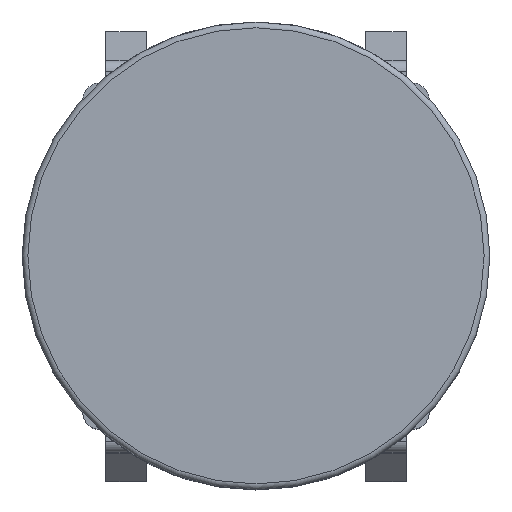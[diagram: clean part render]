
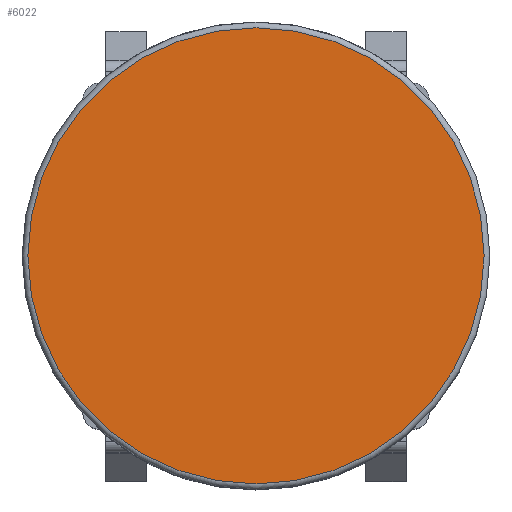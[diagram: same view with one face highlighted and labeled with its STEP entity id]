
A CAD part, top view. The second image highlights one B-rep face of the part: STEP entity #6022.
In plain terms, the highlighted planar face has unit normal (0, 0, 1).
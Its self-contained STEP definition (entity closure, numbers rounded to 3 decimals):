
#1104 = TOROIDAL_SURFACE('',#1105,3.95,0.1);
#1105 = AXIS2_PLACEMENT_3D('',#1106,#1107,#1108);
#1106 = CARTESIAN_POINT('',(0.,0.,
    7.8));
#1107 = DIRECTION('',(0.,0.,1.));
#1108 = DIRECTION('',(1.,0.,0.));
#2788 = EDGE_CURVE('',#2789,#2791,#2793,.T.);
#2789 = VERTEX_POINT('',#2790);
#2790 = CARTESIAN_POINT('',(3.95,0.,7.9));
#2791 = VERTEX_POINT('',#2792);
#2792 = CARTESIAN_POINT('',(-3.95,0.,
    7.9));
#2793 = SURFACE_CURVE('',#2794,(#2799,#2828),.PCURVE_S1.);
#2794 = CIRCLE('',#2795,3.95);
#2795 = AXIS2_PLACEMENT_3D('',#2796,#2797,#2798);
#2796 = CARTESIAN_POINT('',(0.,0.,
    7.9));
#2797 = DIRECTION('',(0.,0.,-1.));
#2798 = DIRECTION('',(-1.,0.,0.));
#2799 = PCURVE('',#1104,#2800);
#2800 = DEFINITIONAL_REPRESENTATION('',(#2801),#2827);
#2801 = B_SPLINE_CURVE_WITH_KNOTS('',3,(#2802,#2803,#2804,#2805,#2806,
    #2807,#2808,#2809,#2810,#2811,#2812,#2813,#2814,#2815,#2816,#2817,
    #2818,#2819,#2820,#2821,#2822,#2823,#2824,#2825,#2826),
  .UNSPECIFIED.,.F.,.F.,(4,1,1,1,1,1,1,1,1,1,1,1,1,1,1,1,1,1,1,1,1,1,4),
  (3.142,3.284,3.427,3.57,
    3.713,3.856,3.998,4.141,
    4.284,4.427,4.57,4.712,
    4.855,4.998,5.141,5.284,
    5.426,5.569,5.712,5.855,
    5.998,6.14,6.283),.QUASI_UNIFORM_KNOTS.);
#2802 = CARTESIAN_POINT('',(6.283,7.854));
#2803 = CARTESIAN_POINT('',(6.236,7.854));
#2804 = CARTESIAN_POINT('',(6.14,7.854));
#2805 = CARTESIAN_POINT('',(5.998,7.854));
#2806 = CARTESIAN_POINT('',(5.855,7.854));
#2807 = CARTESIAN_POINT('',(5.712,7.854));
#2808 = CARTESIAN_POINT('',(5.569,7.854));
#2809 = CARTESIAN_POINT('',(5.426,7.854));
#2810 = CARTESIAN_POINT('',(5.284,7.854));
#2811 = CARTESIAN_POINT('',(5.141,7.854));
#2812 = CARTESIAN_POINT('',(4.998,7.854));
#2813 = CARTESIAN_POINT('',(4.855,7.854));
#2814 = CARTESIAN_POINT('',(4.712,7.854));
#2815 = CARTESIAN_POINT('',(4.57,7.854));
#2816 = CARTESIAN_POINT('',(4.427,7.854));
#2817 = CARTESIAN_POINT('',(4.284,7.854));
#2818 = CARTESIAN_POINT('',(4.141,7.854));
#2819 = CARTESIAN_POINT('',(3.998,7.854));
#2820 = CARTESIAN_POINT('',(3.856,7.854));
#2821 = CARTESIAN_POINT('',(3.713,7.854));
#2822 = CARTESIAN_POINT('',(3.57,7.854));
#2823 = CARTESIAN_POINT('',(3.427,7.854));
#2824 = CARTESIAN_POINT('',(3.284,7.854));
#2825 = CARTESIAN_POINT('',(3.189,7.854));
#2826 = CARTESIAN_POINT('',(3.142,7.854));
#2827 = ( GEOMETRIC_REPRESENTATION_CONTEXT(2) 
PARAMETRIC_REPRESENTATION_CONTEXT() REPRESENTATION_CONTEXT('2D SPACE',''
  ) );
#2828 = PCURVE('',#2829,#2834);
#2829 = PLANE('',#2830);
#2830 = AXIS2_PLACEMENT_3D('',#2831,#2832,#2833);
#2831 = CARTESIAN_POINT('',(0.,-3.997,7.9));
#2832 = DIRECTION('',(0.,0.,1.));
#2833 = DIRECTION('',(1.,0.,0.));
#2834 = DEFINITIONAL_REPRESENTATION('',(#2835),#2843);
#2835 = ( BOUNDED_CURVE() B_SPLINE_CURVE(2,(#2836,#2837,#2838,#2839,
#2840,#2841,#2842),.UNSPECIFIED.,.F.,.F.) B_SPLINE_CURVE_WITH_KNOTS((1,2
    ,2,2,2,1),(-2.094,0.,2.094,4.189,
6.283,8.378),.UNSPECIFIED.) CURVE() 
GEOMETRIC_REPRESENTATION_ITEM() RATIONAL_B_SPLINE_CURVE((1.,0.5,1.,0.5,
1.,0.5,1.)) REPRESENTATION_ITEM('') );
#2836 = CARTESIAN_POINT('',(-3.95,3.997));
#2837 = CARTESIAN_POINT('',(-3.95,10.839));
#2838 = CARTESIAN_POINT('',(1.975,7.418));
#2839 = CARTESIAN_POINT('',(7.9,3.997));
#2840 = CARTESIAN_POINT('',(1.975,0.577));
#2841 = CARTESIAN_POINT('',(-3.95,-2.844));
#2842 = CARTESIAN_POINT('',(-3.95,3.997));
#2843 = ( GEOMETRIC_REPRESENTATION_CONTEXT(2) 
PARAMETRIC_REPRESENTATION_CONTEXT() REPRESENTATION_CONTEXT('2D SPACE',''
  ) );
#2845 = EDGE_CURVE('',#2791,#2789,#2846,.T.);
#2846 = SURFACE_CURVE('',#2847,(#2852,#2881),.PCURVE_S1.);
#2847 = CIRCLE('',#2848,3.95);
#2848 = AXIS2_PLACEMENT_3D('',#2849,#2850,#2851);
#2849 = CARTESIAN_POINT('',(0.,0.,
    7.9));
#2850 = DIRECTION('',(0.,0.,-1.));
#2851 = DIRECTION('',(1.,0.,0.));
#2852 = PCURVE('',#1104,#2853);
#2853 = DEFINITIONAL_REPRESENTATION('',(#2854),#2880);
#2854 = B_SPLINE_CURVE_WITH_KNOTS('',3,(#2855,#2856,#2857,#2858,#2859,
    #2860,#2861,#2862,#2863,#2864,#2865,#2866,#2867,#2868,#2869,#2870,
    #2871,#2872,#2873,#2874,#2875,#2876,#2877,#2878,#2879),
  .UNSPECIFIED.,.F.,.F.,(4,1,1,1,1,1,1,1,1,1,1,1,1,1,1,1,1,1,1,1,1,1,4),
  (3.142,3.284,3.427,3.57,
    3.713,3.856,3.998,4.141,
    4.284,4.427,4.57,4.712,
    4.855,4.998,5.141,5.284,
    5.426,5.569,5.712,5.855,
    5.998,6.14,6.283),.QUASI_UNIFORM_KNOTS.);
#2855 = CARTESIAN_POINT('',(3.142,7.854));
#2856 = CARTESIAN_POINT('',(3.094,7.854));
#2857 = CARTESIAN_POINT('',(2.999,7.854));
#2858 = CARTESIAN_POINT('',(2.856,7.854));
#2859 = CARTESIAN_POINT('',(2.713,7.854));
#2860 = CARTESIAN_POINT('',(2.57,7.854));
#2861 = CARTESIAN_POINT('',(2.428,7.854));
#2862 = CARTESIAN_POINT('',(2.285,7.854));
#2863 = CARTESIAN_POINT('',(2.142,7.854));
#2864 = CARTESIAN_POINT('',(1.999,7.854));
#2865 = CARTESIAN_POINT('',(1.856,7.854));
#2866 = CARTESIAN_POINT('',(1.714,7.854));
#2867 = CARTESIAN_POINT('',(1.571,7.854));
#2868 = CARTESIAN_POINT('',(1.428,7.854));
#2869 = CARTESIAN_POINT('',(1.285,7.854));
#2870 = CARTESIAN_POINT('',(1.142,7.854));
#2871 = CARTESIAN_POINT('',(1.,7.854));
#2872 = CARTESIAN_POINT('',(0.857,7.854));
#2873 = CARTESIAN_POINT('',(0.714,7.854));
#2874 = CARTESIAN_POINT('',(0.571,7.854));
#2875 = CARTESIAN_POINT('',(0.428,7.854));
#2876 = CARTESIAN_POINT('',(0.286,7.854));
#2877 = CARTESIAN_POINT('',(0.143,7.854));
#2878 = CARTESIAN_POINT('',(0.048,7.854));
#2879 = CARTESIAN_POINT('',(0.,7.854));
#2880 = ( GEOMETRIC_REPRESENTATION_CONTEXT(2) 
PARAMETRIC_REPRESENTATION_CONTEXT() REPRESENTATION_CONTEXT('2D SPACE',''
  ) );
#2881 = PCURVE('',#2829,#2882);
#2882 = DEFINITIONAL_REPRESENTATION('',(#2883),#2891);
#2883 = ( BOUNDED_CURVE() B_SPLINE_CURVE(2,(#2884,#2885,#2886,#2887,
#2888,#2889,#2890),.UNSPECIFIED.,.T.,.F.) B_SPLINE_CURVE_WITH_KNOTS((1,2
    ,2,2,2,1),(-2.094,0.,2.094,4.189,
6.283,8.378),.UNSPECIFIED.) CURVE() 
GEOMETRIC_REPRESENTATION_ITEM() RATIONAL_B_SPLINE_CURVE((1.,0.5,1.,0.5,
1.,0.5,1.)) REPRESENTATION_ITEM('') );
#2884 = CARTESIAN_POINT('',(3.95,3.997));
#2885 = CARTESIAN_POINT('',(3.95,-2.844));
#2886 = CARTESIAN_POINT('',(-1.975,0.577));
#2887 = CARTESIAN_POINT('',(-7.9,3.997));
#2888 = CARTESIAN_POINT('',(-1.975,7.418));
#2889 = CARTESIAN_POINT('',(3.95,10.839));
#2890 = CARTESIAN_POINT('',(3.95,3.997));
#2891 = ( GEOMETRIC_REPRESENTATION_CONTEXT(2) 
PARAMETRIC_REPRESENTATION_CONTEXT() REPRESENTATION_CONTEXT('2D SPACE',''
  ) );
#6022 = ADVANCED_FACE('',(#6023),#2829,.T.);
#6023 = FACE_BOUND('',#6024,.T.);
#6024 = EDGE_LOOP('',(#6025,#6026));
#6025 = ORIENTED_EDGE('',*,*,#2845,.F.);
#6026 = ORIENTED_EDGE('',*,*,#2788,.F.);
